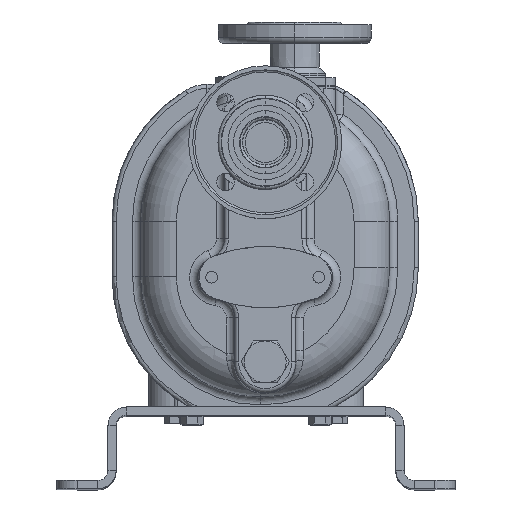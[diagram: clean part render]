
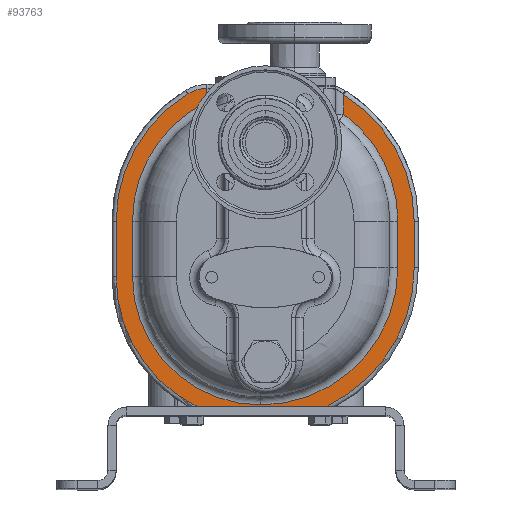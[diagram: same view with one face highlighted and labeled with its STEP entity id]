
A CAD part, top view. The second image highlights one B-rep face of the part: STEP entity #93763.
In plain terms, the highlighted planar face has unit normal (0, 0, 1).
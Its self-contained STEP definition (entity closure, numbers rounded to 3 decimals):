
#28652=DIRECTION('',(1.,0.,0.));
#28653=VECTOR('',#28652,122.946);
#28654=CARTESIAN_POINT('',(-55.948,0.,154.5));
#28655=LINE('',#28654,#28653);
#28656=CARTESIAN_POINT('',(-55.948,4.,154.5));
#28657=DIRECTION('',(0.,0.,-1.));
#28658=DIRECTION('',(0.,-1.,0.));
#28659=AXIS2_PLACEMENT_3D('',#28656,#28657,#28658);
#28661=CARTESIAN_POINT('',(4.5,127.5,154.5));
#28662=DIRECTION('',(0.,0.,-1.));
#28663=DIRECTION('',(-0.44,-0.898,0.));
#28664=AXIS2_PLACEMENT_3D('',#28661,#28662,#28663);
#28666=DIRECTION('',(0.,1.,0.));
#28667=VECTOR('',#28666,54.5);
#28668=CARTESIAN_POINT('',(-137.,127.5,154.5));
#28669=LINE('',#28668,#28667);
#28670=CARTESIAN_POINT('',(9.,182.,154.5));
#28671=DIRECTION('',(0.,0.,-1.));
#28672=DIRECTION('',(-1.,0.,0.));
#28673=AXIS2_PLACEMENT_3D('',#28670,#28671,#28672);
#28675=CARTESIAN_POINT('',(-48.131,276.,154.5));
#28676=DIRECTION('',(0.,0.,-1.));
#28677=DIRECTION('',(-0.519,0.855,0.));
#28678=AXIS2_PLACEMENT_3D('',#28675,#28676,#28677);
#28680=DIRECTION('',(1.,0.,0.));
#28681=VECTOR('',#28680,0.131);
#28682=CARTESIAN_POINT('',(-48.131,312.,154.5));
#28683=LINE('',#28682,#28681);
#28684=DIRECTION('',(0.,-1.,0.));
#28685=VECTOR('',#28684,13.163);
#28686=CARTESIAN_POINT('',(-48.,312.,154.5));
#28687=LINE('',#28686,#28685);
#28688=CARTESIAN_POINT('',(9.,182.,154.5));
#28689=DIRECTION('',(0.,0.,1.));
#28690=DIRECTION('',(-0.438,0.899,0.));
#28691=AXIS2_PLACEMENT_3D('',#28688,#28689,#28690);
#28693=DIRECTION('',(0.,-1.,0.));
#28694=VECTOR('',#28693,54.5);
#28695=CARTESIAN_POINT('',(-121.,182.,154.5));
#28696=LINE('',#28695,#28694);
#28697=CARTESIAN_POINT('',(4.5,127.5,154.5));
#28698=DIRECTION('',(0.,0.,1.));
#28699=DIRECTION('',(-1.,0.,0.));
#28700=AXIS2_PLACEMENT_3D('',#28697,#28698,#28699);
#28702=CARTESIAN_POINT('',(4.5,136.5,154.5));
#28703=DIRECTION('',(0.,0.,1.));
#28704=DIRECTION('',(0.,-1.,0.));
#28705=AXIS2_PLACEMENT_3D('',#28702,#28703,#28704);
#28707=DIRECTION('',(0.,1.,0.));
#28708=VECTOR('',#28707,45.5);
#28709=CARTESIAN_POINT('',(139.,136.5,154.5));
#28710=LINE('',#28709,#28708);
#28711=CARTESIAN_POINT('',(9.,182.,154.5));
#28712=DIRECTION('',(0.,0.,1.));
#28713=DIRECTION('',(1.,0.,0.));
#28714=AXIS2_PLACEMENT_3D('',#28711,#28712,#28713);
#28716=DIRECTION('',(0.,1.,0.));
#28717=VECTOR('',#28716,19.302);
#28718=CARTESIAN_POINT('',(86.,286.743,154.5));
#28719=LINE('',#28718,#28717);
#28720=CARTESIAN_POINT('',(9.,182.,154.5));
#28721=DIRECTION('',(0.,0.,-1.));
#28722=DIRECTION('',(0.527,0.85,0.));
#28723=AXIS2_PLACEMENT_3D('',#28720,#28721,#28722);
#28725=DIRECTION('',(0.,-1.,0.));
#28726=VECTOR('',#28725,45.5);
#28727=CARTESIAN_POINT('',(155.,182.,154.5));
#28728=LINE('',#28727,#28726);
#28729=CARTESIAN_POINT('',(4.5,136.5,154.5));
#28730=DIRECTION('',(0.,0.,-1.));
#28731=DIRECTION('',(1.,0.,0.));
#28732=AXIS2_PLACEMENT_3D('',#28729,#28730,#28731);
#28734=CARTESIAN_POINT('',(66.998,4.,154.5));
#28735=DIRECTION('',(0.,0.,-1.));
#28736=DIRECTION('',(0.427,-0.904,0.));
#28737=AXIS2_PLACEMENT_3D('',#28734,#28735,#28736);
#29468=CARTESIAN_POINT('',(86.,306.044,154.5));
#63136=CARTESIAN_POINT('',(-48.,298.837,154.5));
#63137=CARTESIAN_POINT('',(-121.,182.,154.5));
#63138=VERTEX_POINT('',#63136);
#63139=VERTEX_POINT('',#63137);
#63144=CARTESIAN_POINT('',(-121.,127.5,154.5));
#63145=VERTEX_POINT('',#63144);
#63148=CARTESIAN_POINT('',(4.5,2.,154.5));
#63149=VERTEX_POINT('',#63148);
#63162=CARTESIAN_POINT('',(-48.,312.,154.5));
#63163=VERTEX_POINT('',#63162);
#63166=CARTESIAN_POINT('',(139.,182.,154.5));
#63167=CARTESIAN_POINT('',(86.,286.743,154.5));
#63168=VERTEX_POINT('',#63166);
#63169=VERTEX_POINT('',#63167);
#63170=CARTESIAN_POINT('',(139.,136.5,154.5));
#63171=VERTEX_POINT('',#63170);
#63187=VERTEX_POINT('',#29468);
#63190=CARTESIAN_POINT('',(155.,182.,154.5));
#63191=VERTEX_POINT('',#63190);
#63194=CARTESIAN_POINT('',(155.,136.5,154.5));
#63195=VERTEX_POINT('',#63194);
#63196=CARTESIAN_POINT('',(68.704,0.382,154.5));
#63197=VERTEX_POINT('',#63196);
#63198=CARTESIAN_POINT('',(-57.707,0.407,154.5));
#63199=CARTESIAN_POINT('',(-137.,127.5,154.5));
#63200=VERTEX_POINT('',#63198);
#63201=VERTEX_POINT('',#63199);
#63206=CARTESIAN_POINT('',(-137.,182.,154.5));
#63207=VERTEX_POINT('',#63206);
#63210=CARTESIAN_POINT('',(-66.829,306.764,154.5));
#63211=VERTEX_POINT('',#63210);
#63214=CARTESIAN_POINT('',(-48.131,312.,154.5));
#63215=VERTEX_POINT('',#63214);
#64005=CARTESIAN_POINT('',(-55.948,0.,154.5));
#64006=CARTESIAN_POINT('',(66.998,0.,154.5));
#64007=VERTEX_POINT('',#64005);
#64008=VERTEX_POINT('',#64006);
#93721=CARTESIAN_POINT('',(0.,132.,154.5));
#93722=DIRECTION('',(0.,0.,-1.));
#93723=DIRECTION('',(-1.,0.,0.));
#93724=AXIS2_PLACEMENT_3D('',#93721,#93722,#93723);
#93725=PLANE('',#93724);
#93726=ORIENTED_EDGE('',*,*,#78418,.F.);
#93728=ORIENTED_EDGE('',*,*,#93727,.T.);
#93730=ORIENTED_EDGE('',*,*,#93729,.T.);
#93732=ORIENTED_EDGE('',*,*,#93731,.T.);
#93734=ORIENTED_EDGE('',*,*,#93733,.T.);
#93736=ORIENTED_EDGE('',*,*,#93735,.T.);
#93738=ORIENTED_EDGE('',*,*,#93737,.T.);
#93740=ORIENTED_EDGE('',*,*,#93739,.T.);
#93742=ORIENTED_EDGE('',*,*,#93741,.T.);
#93744=ORIENTED_EDGE('',*,*,#93743,.T.);
#93746=ORIENTED_EDGE('',*,*,#93745,.T.);
#93748=ORIENTED_EDGE('',*,*,#93747,.T.);
#93750=ORIENTED_EDGE('',*,*,#93749,.T.);
#93752=ORIENTED_EDGE('',*,*,#93751,.T.);
#93754=ORIENTED_EDGE('',*,*,#93753,.T.);
#93756=ORIENTED_EDGE('',*,*,#93755,.T.);
#93758=ORIENTED_EDGE('',*,*,#93757,.T.);
#93759=ORIENTED_EDGE('',*,*,#93701,.T.);
#93760=ORIENTED_EDGE('',*,*,#93715,.T.);
#93761=EDGE_LOOP('',(#93726,#93728,#93730,#93732,#93734,#93736,#93738,#93740,
#93742,#93744,#93746,#93748,#93750,#93752,#93754,#93756,#93758,#93759,#93760));
#93762=FACE_OUTER_BOUND('',#93761,.F.);
#93763=ADVANCED_FACE('',(#93762),#93725,.F.);
#28660=CIRCLE('',#28659,4.);
#28665=CIRCLE('',#28664,141.5);
#28674=CIRCLE('',#28673,146.);
#28679=CIRCLE('',#28678,36.);
#28692=CIRCLE('',#28691,130.);
#28701=CIRCLE('',#28700,125.5);
#28706=CIRCLE('',#28705,134.5);
#28715=CIRCLE('',#28714,130.);
#28724=CIRCLE('',#28723,146.);
#28733=CIRCLE('',#28732,150.5);
#28738=CIRCLE('',#28737,4.);
#78418=EDGE_CURVE('',#64007,#64008,#28655,.T.);
#93701=EDGE_CURVE('',#63195,#63197,#28733,.T.);
#93715=EDGE_CURVE('',#63197,#64008,#28738,.T.);
#93727=EDGE_CURVE('',#64007,#63200,#28660,.T.);
#93729=EDGE_CURVE('',#63200,#63201,#28665,.T.);
#93731=EDGE_CURVE('',#63201,#63207,#28669,.T.);
#93733=EDGE_CURVE('',#63207,#63211,#28674,.T.);
#93735=EDGE_CURVE('',#63211,#63215,#28679,.T.);
#93737=EDGE_CURVE('',#63215,#63163,#28683,.T.);
#93739=EDGE_CURVE('',#63163,#63138,#28687,.T.);
#93741=EDGE_CURVE('',#63138,#63139,#28692,.T.);
#93743=EDGE_CURVE('',#63139,#63145,#28696,.T.);
#93745=EDGE_CURVE('',#63145,#63149,#28701,.T.);
#93747=EDGE_CURVE('',#63149,#63171,#28706,.T.);
#93749=EDGE_CURVE('',#63171,#63168,#28710,.T.);
#93751=EDGE_CURVE('',#63168,#63169,#28715,.T.);
#93753=EDGE_CURVE('',#63169,#63187,#28719,.T.);
#93755=EDGE_CURVE('',#63187,#63191,#28724,.T.);
#93757=EDGE_CURVE('',#63191,#63195,#28728,.T.);
